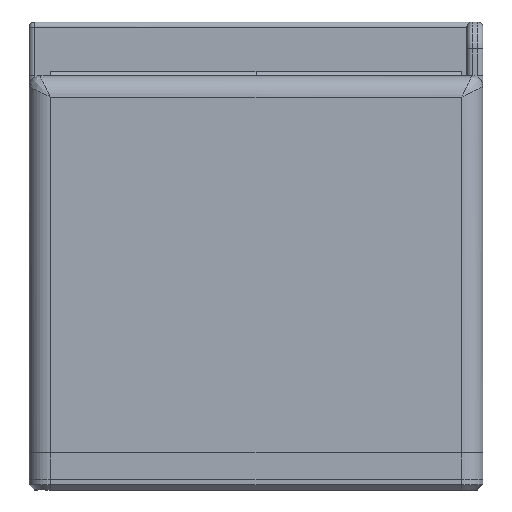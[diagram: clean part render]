
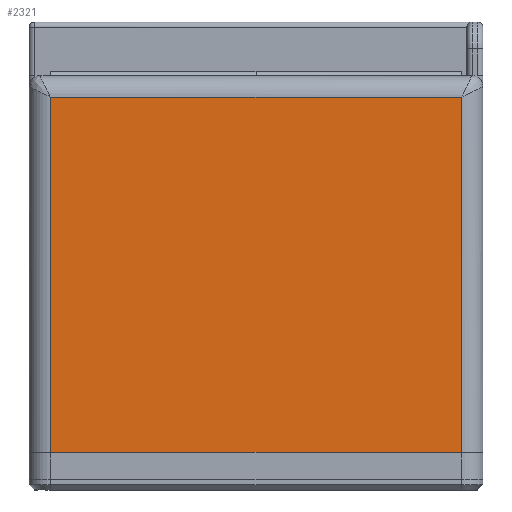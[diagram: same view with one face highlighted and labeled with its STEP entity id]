
A CAD part, left-side view. The second image highlights one B-rep face of the part: STEP entity #2321.
In plain terms, the highlighted planar face has unit normal (-1, 0, 0).
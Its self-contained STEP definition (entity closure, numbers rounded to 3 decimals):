
#163 = PLANE('',#164);
#164 = AXIS2_PLACEMENT_3D('',#165,#166,#167);
#165 = CARTESIAN_POINT('',(0.,0.,0.));
#166 = DIRECTION('',(0.,0.,1.));
#167 = DIRECTION('',(1.,0.,-0.));
#401 = VERTEX_POINT('',#402);
#402 = CARTESIAN_POINT('',(-46.,38.246,0.));
#417 = CYLINDRICAL_SURFACE('',#418,4.);
#418 = AXIS2_PLACEMENT_3D('',#419,#420,#421);
#419 = CARTESIAN_POINT('',(-42.,38.246,0.));
#420 = DIRECTION('',(-0.,-0.,-1.));
#421 = DIRECTION('',(1.,0.,0.));
#429 = EDGE_CURVE('',#430,#401,#432,.T.);
#430 = VERTEX_POINT('',#431);
#431 = CARTESIAN_POINT('',(-46.,-38.246,0.));
#432 = SURFACE_CURVE('',#433,(#437,#444),.PCURVE_S1.);
#433 = LINE('',#434,#435);
#434 = CARTESIAN_POINT('',(-46.,-38.246,0.));
#435 = VECTOR('',#436,1.);
#436 = DIRECTION('',(0.,1.,0.));
#437 = PCURVE('',#163,#438);
#438 = DEFINITIONAL_REPRESENTATION('',(#439),#443);
#439 = LINE('',#440,#441);
#440 = CARTESIAN_POINT('',(-46.,-38.246));
#441 = VECTOR('',#442,1.);
#442 = DIRECTION('',(0.,1.));
#443 = ( GEOMETRIC_REPRESENTATION_CONTEXT(2) 
PARAMETRIC_REPRESENTATION_CONTEXT() REPRESENTATION_CONTEXT('2D SPACE',''
  ) );
#444 = PCURVE('',#445,#450);
#445 = PLANE('',#446);
#446 = AXIS2_PLACEMENT_3D('',#447,#448,#449);
#447 = CARTESIAN_POINT('',(-46.,-38.246,0.));
#448 = DIRECTION('',(-1.,0.,0.));
#449 = DIRECTION('',(0.,1.,0.));
#450 = DEFINITIONAL_REPRESENTATION('',(#451),#455);
#451 = LINE('',#452,#453);
#452 = CARTESIAN_POINT('',(0.,0.));
#453 = VECTOR('',#454,1.);
#454 = DIRECTION('',(1.,0.));
#455 = ( GEOMETRIC_REPRESENTATION_CONTEXT(2) 
PARAMETRIC_REPRESENTATION_CONTEXT() REPRESENTATION_CONTEXT('2D SPACE',''
  ) );
#474 = CYLINDRICAL_SURFACE('',#475,4.);
#475 = AXIS2_PLACEMENT_3D('',#476,#477,#478);
#476 = CARTESIAN_POINT('',(-42.,-38.246,0.));
#477 = DIRECTION('',(-0.,-0.,-1.));
#478 = DIRECTION('',(1.,0.,0.));
#2205 = VERTEX_POINT('',#2206);
#2206 = CARTESIAN_POINT('',(-46.,-38.246,
    66.112));
#2299 = EDGE_CURVE('',#430,#2205,#2300,.T.);
#2300 = SURFACE_CURVE('',#2301,(#2305,#2312),.PCURVE_S1.);
#2301 = LINE('',#2302,#2303);
#2302 = CARTESIAN_POINT('',(-46.,-38.246,0.));
#2303 = VECTOR('',#2304,1.);
#2304 = DIRECTION('',(0.,0.,1.));
#2305 = PCURVE('',#474,#2306);
#2306 = DEFINITIONAL_REPRESENTATION('',(#2307),#2311);
#2307 = LINE('',#2308,#2309);
#2308 = CARTESIAN_POINT('',(3.142,0.));
#2309 = VECTOR('',#2310,1.);
#2310 = DIRECTION('',(-0.,-1.));
#2311 = ( GEOMETRIC_REPRESENTATION_CONTEXT(2) 
PARAMETRIC_REPRESENTATION_CONTEXT() REPRESENTATION_CONTEXT('2D SPACE',''
  ) );
#2312 = PCURVE('',#445,#2313);
#2313 = DEFINITIONAL_REPRESENTATION('',(#2314),#2318);
#2314 = LINE('',#2315,#2316);
#2315 = CARTESIAN_POINT('',(0.,0.));
#2316 = VECTOR('',#2317,1.);
#2317 = DIRECTION('',(0.,-1.));
#2318 = ( GEOMETRIC_REPRESENTATION_CONTEXT(2) 
PARAMETRIC_REPRESENTATION_CONTEXT() REPRESENTATION_CONTEXT('2D SPACE',''
  ) );
#2321 = ADVANCED_FACE('',(#2322),#445,.T.);
#2322 = FACE_BOUND('',#2323,.T.);
#2323 = EDGE_LOOP('',(#2324,#2325,#2326,#2354));
#2324 = ORIENTED_EDGE('',*,*,#429,.F.);
#2325 = ORIENTED_EDGE('',*,*,#2299,.T.);
#2326 = ORIENTED_EDGE('',*,*,#2327,.T.);
#2327 = EDGE_CURVE('',#2205,#2328,#2330,.T.);
#2328 = VERTEX_POINT('',#2329);
#2329 = CARTESIAN_POINT('',(-46.,38.246,
    66.112));
#2330 = SURFACE_CURVE('',#2331,(#2335,#2342),.PCURVE_S1.);
#2331 = LINE('',#2332,#2333);
#2332 = CARTESIAN_POINT('',(-46.,-144.675,
    66.112));
#2333 = VECTOR('',#2334,1.);
#2334 = DIRECTION('',(0.,1.,0.));
#2335 = PCURVE('',#445,#2336);
#2336 = DEFINITIONAL_REPRESENTATION('',(#2337),#2341);
#2337 = LINE('',#2338,#2339);
#2338 = CARTESIAN_POINT('',(-106.43,-66.112));
#2339 = VECTOR('',#2340,1.);
#2340 = DIRECTION('',(1.,0.));
#2341 = ( GEOMETRIC_REPRESENTATION_CONTEXT(2) 
PARAMETRIC_REPRESENTATION_CONTEXT() REPRESENTATION_CONTEXT('2D SPACE',''
  ) );
#2342 = PCURVE('',#2343,#2348);
#2343 = CYLINDRICAL_SURFACE('',#2344,4.);
#2344 = AXIS2_PLACEMENT_3D('',#2345,#2346,#2347);
#2345 = CARTESIAN_POINT('',(-42.,-144.675,
    66.112));
#2346 = DIRECTION('',(0.,-1.,0.));
#2347 = DIRECTION('',(1.,0.,0.));
#2348 = DEFINITIONAL_REPRESENTATION('',(#2349),#2353);
#2349 = LINE('',#2350,#2351);
#2350 = CARTESIAN_POINT('',(3.142,0.));
#2351 = VECTOR('',#2352,1.);
#2352 = DIRECTION('',(0.,-1.));
#2353 = ( GEOMETRIC_REPRESENTATION_CONTEXT(2) 
PARAMETRIC_REPRESENTATION_CONTEXT() REPRESENTATION_CONTEXT('2D SPACE',''
  ) );
#2354 = ORIENTED_EDGE('',*,*,#2355,.F.);
#2355 = EDGE_CURVE('',#401,#2328,#2356,.T.);
#2356 = SURFACE_CURVE('',#2357,(#2361,#2368),.PCURVE_S1.);
#2357 = LINE('',#2358,#2359);
#2358 = CARTESIAN_POINT('',(-46.,38.246,0.));
#2359 = VECTOR('',#2360,1.);
#2360 = DIRECTION('',(0.,0.,1.));
#2361 = PCURVE('',#445,#2362);
#2362 = DEFINITIONAL_REPRESENTATION('',(#2363),#2367);
#2363 = LINE('',#2364,#2365);
#2364 = CARTESIAN_POINT('',(76.492,0.));
#2365 = VECTOR('',#2366,1.);
#2366 = DIRECTION('',(0.,-1.));
#2367 = ( GEOMETRIC_REPRESENTATION_CONTEXT(2) 
PARAMETRIC_REPRESENTATION_CONTEXT() REPRESENTATION_CONTEXT('2D SPACE',''
  ) );
#2368 = PCURVE('',#417,#2369);
#2369 = DEFINITIONAL_REPRESENTATION('',(#2370),#2374);
#2370 = LINE('',#2371,#2372);
#2371 = CARTESIAN_POINT('',(3.142,0.));
#2372 = VECTOR('',#2373,1.);
#2373 = DIRECTION('',(-0.,-1.));
#2374 = ( GEOMETRIC_REPRESENTATION_CONTEXT(2) 
PARAMETRIC_REPRESENTATION_CONTEXT() REPRESENTATION_CONTEXT('2D SPACE',''
  ) );
